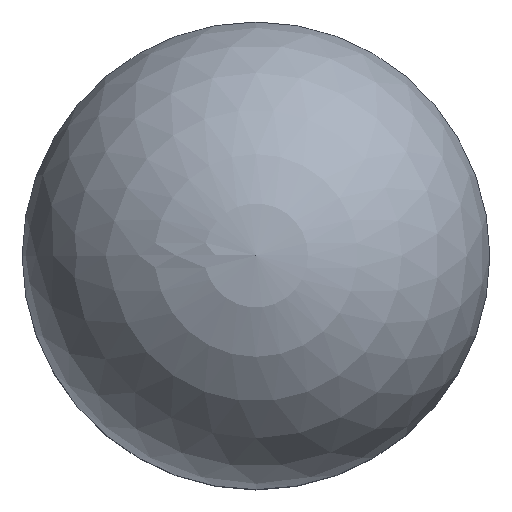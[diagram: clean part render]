
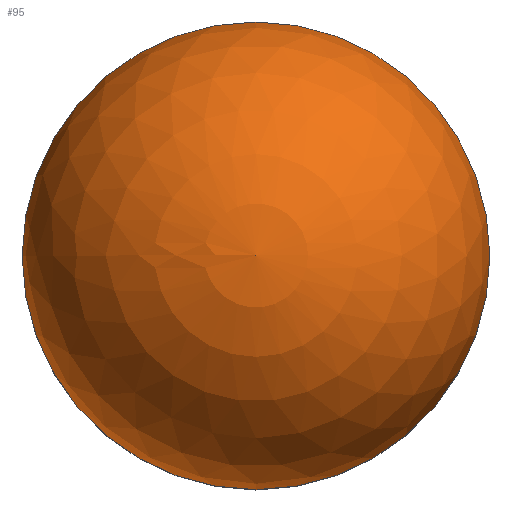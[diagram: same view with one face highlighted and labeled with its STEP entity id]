
A CAD part, top view. The second image highlights one B-rep face of the part: STEP entity #95.
In plain terms, the highlighted spherical face has radius 3.2 mm.
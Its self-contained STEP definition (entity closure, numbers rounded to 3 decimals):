
#15=SPHERICAL_SURFACE('',#123,3.2);
#31=FACE_OUTER_BOUND('',#40,.T.);
#40=EDGE_LOOP('',(#83,#84,#85));
#47=CIRCLE('',#122,3.2);
#48=CIRCLE('',#124,3.2);
#54=VERTEX_POINT('',#178);
#55=VERTEX_POINT('',#182);
#63=EDGE_CURVE('',#54,#54,#47,.T.);
#65=EDGE_CURVE('',#55,#54,#48,.T.);
#83=ORIENTED_EDGE('',*,*,#63,.T.);
#84=ORIENTED_EDGE('',*,*,#65,.F.);
#85=ORIENTED_EDGE('',*,*,#65,.T.);
#95=ADVANCED_FACE('',(#31),#15,.T.);
#122=AXIS2_PLACEMENT_3D('',#179,#152,#153);
#123=AXIS2_PLACEMENT_3D('',#181,#155,#156);
#124=AXIS2_PLACEMENT_3D('',#183,#157,#158);
#152=DIRECTION('center_axis',(0.,0.,1.));
#153=DIRECTION('ref_axis',(1.,0.,0.));
#155=DIRECTION('center_axis',(0.,0.,1.));
#156=DIRECTION('ref_axis',(1.,0.,0.));
#157=DIRECTION('center_axis',(0.,-1.,0.));
#158=DIRECTION('ref_axis',(-1.,0.,0.));
#178=CARTESIAN_POINT('',(-3.2,0.,-3.2));
#179=CARTESIAN_POINT('Origin',(0.,0.,-3.2));
#181=CARTESIAN_POINT('Origin',(0.,0.,-3.2));
#182=CARTESIAN_POINT('',(0.,0.,0.));
#183=CARTESIAN_POINT('Origin',(0.,0.,-3.2));
